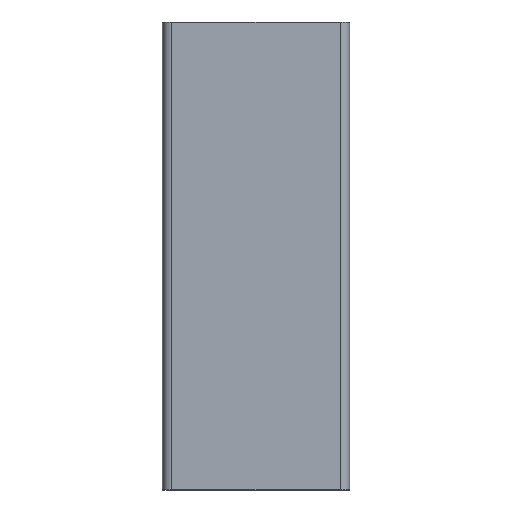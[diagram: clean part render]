
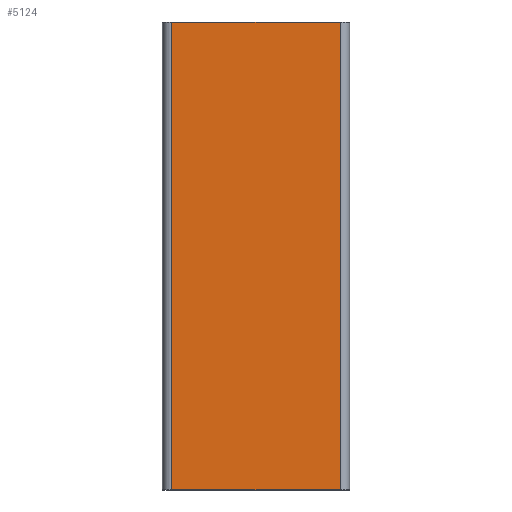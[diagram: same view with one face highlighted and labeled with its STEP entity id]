
A CAD part, front view. The second image highlights one B-rep face of the part: STEP entity #5124.
In plain terms, the highlighted planar face has unit normal (0, -1, 0).
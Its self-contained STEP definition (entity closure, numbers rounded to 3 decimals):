
#42=PLANE('',#5732);
#215=LINE('',#8754,#535);
#235=LINE('',#8889,#555);
#236=LINE('',#8893,#556);
#237=LINE('',#8894,#557);
#535=VECTOR('',#6909,10.);
#555=VECTOR('',#7091,10.);
#556=VECTOR('',#7096,10.);
#557=VECTOR('',#7097,10.);
#1032=FACE_OUTER_BOUND('',#1376,.T.);
#1376=EDGE_LOOP('',(#3977,#3978,#3979,#3980));
#2272=VERTEX_POINT('',#8748);
#2273=VERTEX_POINT('',#8752);
#2307=VERTEX_POINT('',#8888);
#2308=VERTEX_POINT('',#8892);
#2835=EDGE_CURVE('',#2272,#2273,#215,.T.);
#2902=EDGE_CURVE('',#2307,#2273,#235,.T.);
#2904=EDGE_CURVE('',#2308,#2272,#236,.T.);
#2905=EDGE_CURVE('',#2307,#2308,#237,.T.);
#3977=ORIENTED_EDGE('',*,*,#2835,.F.);
#3978=ORIENTED_EDGE('',*,*,#2904,.F.);
#3979=ORIENTED_EDGE('',*,*,#2905,.F.);
#3980=ORIENTED_EDGE('',*,*,#2902,.T.);
#5124=ADVANCED_FACE('',(#1032),#42,.T.);
#5732=AXIS2_PLACEMENT_3D('',#8891,#7094,#7095);
#6909=DIRECTION('',(1.,0.,0.));
#7091=DIRECTION('',(0.,0.,1.));
#7094=DIRECTION('center_axis',(0.,-1.,0.));
#7095=DIRECTION('ref_axis',(1.,0.,0.));
#7096=DIRECTION('',(0.,0.,1.));
#7097=DIRECTION('',(-1.,0.,0.));
#8748=CARTESIAN_POINT('',(220.279,58.574,99.9));
#8752=CARTESIAN_POINT('',(256.279,58.574,99.9));
#8754=CARTESIAN_POINT('',(197.307,58.574,99.9));
#8888=CARTESIAN_POINT('',(256.279,58.574,0.1));
#8889=CARTESIAN_POINT('',(256.279,58.574,0.));
#8891=CARTESIAN_POINT('Origin',(220.279,58.574,0.));
#8892=CARTESIAN_POINT('',(220.279,58.574,0.1));
#8893=CARTESIAN_POINT('',(220.279,58.574,0.));
#8894=CARTESIAN_POINT('',(197.307,58.574,0.1));
